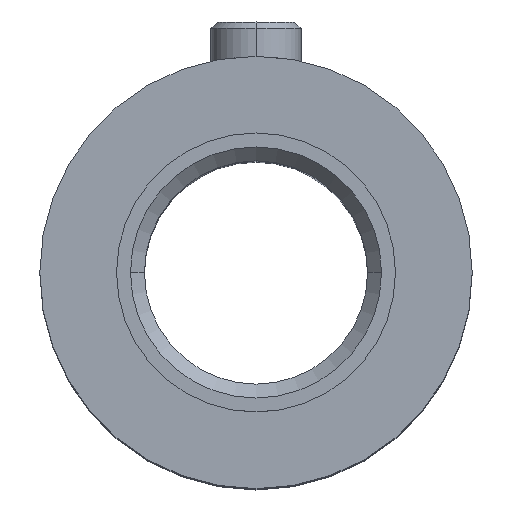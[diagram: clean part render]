
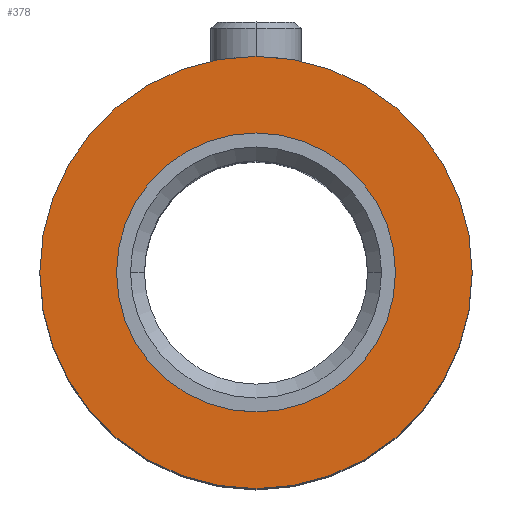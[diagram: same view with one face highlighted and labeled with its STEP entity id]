
A CAD part, top view. The second image highlights one B-rep face of the part: STEP entity #378.
In plain terms, the highlighted planar face has unit normal (0, 0, 1).
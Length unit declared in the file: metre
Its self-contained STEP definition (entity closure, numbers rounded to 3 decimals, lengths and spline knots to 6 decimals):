
#378=ADVANCED_FACE('0:39',(#879,#880),#881,.T.);
#879=FACE_OUTER_BOUND('',#1508,.T.);
#880=FACE_BOUND('',#1509,.T.);
#881=PLANE('',#1510);
#1508=EDGE_LOOP('',(#2631,#2632));
#1509=EDGE_LOOP('',(#2633,#2634));
#1510=AXIS2_PLACEMENT_3D('',#2635,#2636,#2637);
#2631=ORIENTED_EDGE('',*,*,#3913,.T.);
#2632=ORIENTED_EDGE('',*,*,#3863,.T.);
#2633=ORIENTED_EDGE('',*,*,#4262,.F.);
#2634=ORIENTED_EDGE('',*,*,#4263,.F.);
#2635=CARTESIAN_POINT('',(0.0,0.0,0.0165));
#2636=DIRECTION('',(0.0,0.0,1.0));
#2637=DIRECTION('',(1.0,0.0,-0.0));
#3863=EDGE_CURVE('',#4650,#4647,#4651,.T.);
#3913=EDGE_CURVE('',#4647,#4650,#4738,.T.);
#4262=EDGE_CURVE('',#5318,#5319,#5320,.T.);
#4263=EDGE_CURVE('',#5319,#5318,#5321,.T.);
#4647=VERTEX_POINT('',#5802);
#4650=VERTEX_POINT('',#5806);
#4651=CIRCLE('',#5807,0.00775);
#4738=CIRCLE('',#5979,0.00775);
#5318=VERTEX_POINT('',#6807);
#5319=VERTEX_POINT('',#6808);
#5320=CIRCLE('',#6809,0.005);
#5321=CIRCLE('',#6810,0.005);
#5802=CARTESIAN_POINT('',(0.00775,0.0,0.0165));
#5806=CARTESIAN_POINT('',(-0.00775,0.,0.0165));
#5807=AXIS2_PLACEMENT_3D('',#7450,#7451,#7452);
#5979=AXIS2_PLACEMENT_3D('',#7502,#7503,#7504);
#6807=CARTESIAN_POINT('',(0.005,0.0,0.0165));
#6808=CARTESIAN_POINT('',(-0.005,0.,0.0165));
#6809=AXIS2_PLACEMENT_3D('',#7932,#7933,#7934);
#6810=AXIS2_PLACEMENT_3D('',#7935,#7936,#7937);
#7450=CARTESIAN_POINT('',(0.0,0.0,0.0165));
#7451=DIRECTION('',(0.0,0.0,1.0));
#7452=DIRECTION('',(1.0,0.0,-0.0));
#7502=CARTESIAN_POINT('',(0.0,0.0,0.0165));
#7503=DIRECTION('',(0.0,0.0,1.0));
#7504=DIRECTION('',(1.0,0.0,-0.0));
#7932=CARTESIAN_POINT('',(0.0,0.0,0.0165));
#7933=DIRECTION('',(0.0,0.0,1.0));
#7934=DIRECTION('',(1.0,0.0,-0.0));
#7935=CARTESIAN_POINT('',(0.0,0.0,0.0165));
#7936=DIRECTION('',(0.0,0.0,1.0));
#7937=DIRECTION('',(1.0,0.0,-0.0));
